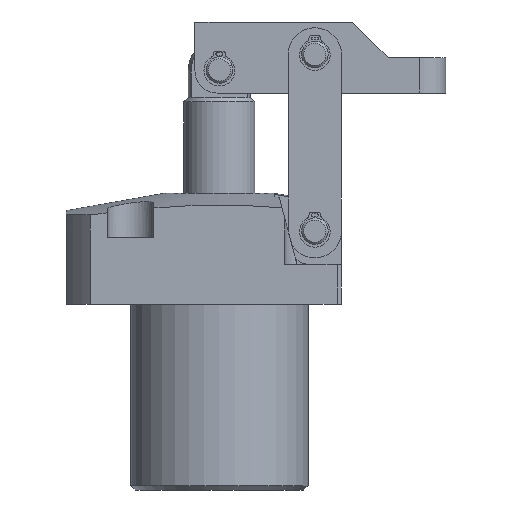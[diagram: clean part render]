
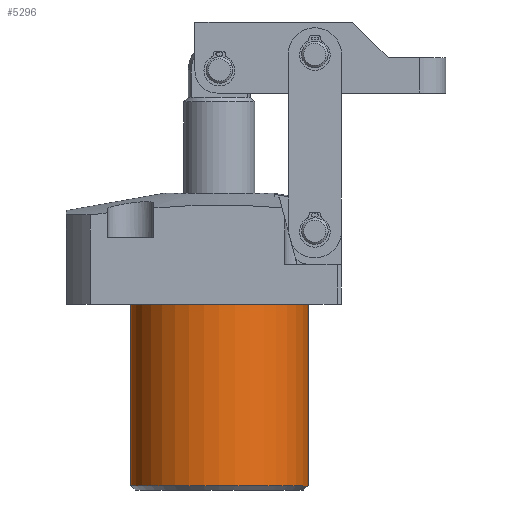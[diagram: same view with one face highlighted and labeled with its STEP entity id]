
A CAD part, front view. The second image highlights one B-rep face of the part: STEP entity #5296.
In plain terms, the highlighted cylindrical face has radius 20 mm (diameter 40 mm), a partial arc.
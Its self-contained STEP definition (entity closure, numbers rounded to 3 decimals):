
#8 = AXIS2_PLACEMENT_3D ( 'NONE', #8418, #8452, #8425 ) ;
#1263 = VERTEX_POINT ( 'NONE', #8983 ) ;
#1295 = VERTEX_POINT ( 'NONE', #8934 ) ;
#1394 = EDGE_LOOP ( 'NONE', ( #1920, #1919, #1917, #1915 ) ) ;
#1538 = VERTEX_POINT ( 'NONE', #9315 ) ;
#1539 = VERTEX_POINT ( 'NONE', #9314 ) ;
#1915 = ORIENTED_EDGE ( 'NONE', *, *, #8669, .T. ) ;
#1917 = ORIENTED_EDGE ( 'NONE', *, *, #3964, .T. ) ;
#1919 = ORIENTED_EDGE ( 'NONE', *, *, #8902, .T. ) ;
#1920 = ORIENTED_EDGE ( 'NONE', *, *, #3957, .F. ) ;
#3222 = AXIS2_PLACEMENT_3D ( 'NONE', #5062, #5061, #5058 ) ;
#3801 = LINE ( 'NONE', #6732, #3803 ) ;
#3802 = LINE ( 'NONE', #6485, #3807 ) ;
#3803 = VECTOR ( 'NONE', #6804, 1000. ) ;
#3807 = VECTOR ( 'NONE', #6377, 1000. ) ;
#3957 = EDGE_CURVE ( 'NONE', #1538, #1263, #3801, .T. ) ;
#3964 = EDGE_CURVE ( 'NONE', #1539, #1295, #3802, .T. ) ;
#4220 = CIRCLE ( 'NONE', #3222, 20. ) ;
#5058 = DIRECTION ( 'NONE',  ( -1., 0., 0. ) ) ;
#5061 = DIRECTION ( 'NONE',  ( 0., 0., 1. ) ) ;
#5062 = CARTESIAN_POINT ( 'NONE',  ( 0., 0., -40.8 ) ) ;
#5296 = ADVANCED_FACE ( 'NONE', ( #7848 ), #7850, .T. ) ;
#6377 = DIRECTION ( 'NONE',  ( 0., 0., 1. ) ) ;
#6485 = CARTESIAN_POINT ( 'NONE',  ( 20., 0., -41.8 ) ) ;
#6599 = CARTESIAN_POINT ( 'NONE',  ( 0., 0., -41.8 ) ) ;
#6711 = DIRECTION ( 'NONE',  ( 1., 0., 0. ) ) ;
#6732 = CARTESIAN_POINT ( 'NONE',  ( -20., 0., -41.8 ) ) ;
#6797 = DIRECTION ( 'NONE',  ( 0., 0., 1. ) ) ;
#6804 = DIRECTION ( 'NONE',  ( 0., 0., 1. ) ) ;
#7572 = CIRCLE ( 'NONE', #8, 20. ) ;
#7848 = FACE_OUTER_BOUND ( 'NONE', #1394, .T. ) ;
#7850 = CYLINDRICAL_SURFACE ( 'NONE', #9469, 20. ) ;
#8418 = CARTESIAN_POINT ( 'NONE',  ( 0., 0., 0. ) ) ;
#8425 = DIRECTION ( 'NONE',  ( 1., 0., 0. ) ) ;
#8452 = DIRECTION ( 'NONE',  ( 0., 0., -1. ) ) ;
#8669 = EDGE_CURVE ( 'NONE', #1295, #1263, #7572, .T. ) ;
#8902 = EDGE_CURVE ( 'NONE', #1538, #1539, #4220, .T. ) ;
#8934 = CARTESIAN_POINT ( 'NONE',  ( 20., 0., 0. ) ) ;
#8983 = CARTESIAN_POINT ( 'NONE',  ( -20., 0., 0. ) ) ;
#9314 = CARTESIAN_POINT ( 'NONE',  ( 20., 0., -40.8 ) ) ;
#9315 = CARTESIAN_POINT ( 'NONE',  ( -20., 0., -40.8 ) ) ;
#9469 = AXIS2_PLACEMENT_3D ( 'NONE', #6599, #6797, #6711 ) ;
